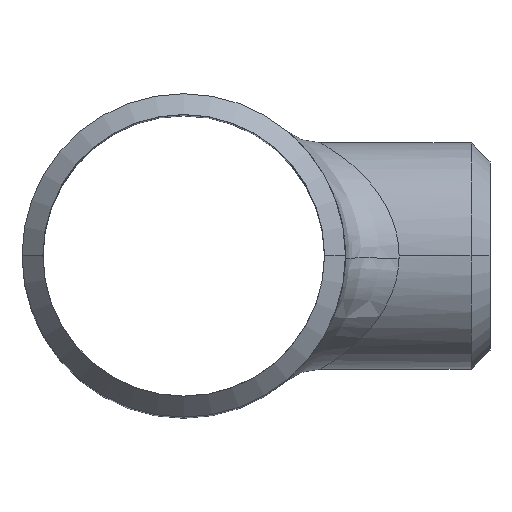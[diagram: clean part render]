
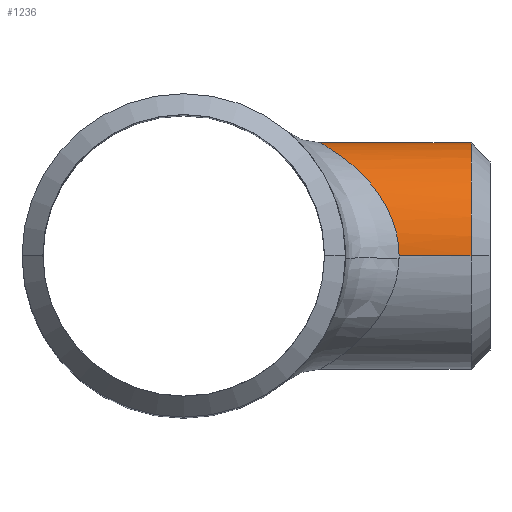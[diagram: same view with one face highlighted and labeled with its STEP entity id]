
A CAD part, top view. The second image highlights one B-rep face of the part: STEP entity #1236.
In plain terms, the highlighted cylindrical face has radius 21.1 mm (diameter 42.2 mm), a partial arc.
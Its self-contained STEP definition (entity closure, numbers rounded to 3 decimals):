
#1 = CARTESIAN_POINT ( 'NONE',  ( 34.941, 13.43, -16.287 ) ) ;
#23 = CARTESIAN_POINT ( 'NONE',  ( 33.671, 14.847, -15.005 ) ) ;
#55 = CARTESIAN_POINT ( 'NONE',  ( 34.099, 14.392, -15.443 ) ) ;
#60 = CARTESIAN_POINT ( 'NONE',  ( 39.408, 5.226, 20.446 ) ) ;
#66 = FACE_OUTER_BOUND ( 'NONE', #378, .T. ) ;
#73 = CARTESIAN_POINT ( 'NONE',  ( 38.405, 7.972, 19.548 ) ) ;
#84 = CARTESIAN_POINT ( 'NONE',  ( 40.145, 0.413, -21.096 ) ) ;
#90 = CARTESIAN_POINT ( 'NONE',  ( 31.703, 16.74, 12.906 ) ) ;
#106 = ORIENTED_EDGE ( 'NONE', *, *, #1511, .T. ) ;
#135 = B_SPLINE_CURVE_WITH_KNOTS ( 'NONE', 3,
 ( #412, #244, #2161, #1451, #84 ),
 .UNSPECIFIED., .F., .F.,
 ( 4, 1, 4 ),
 ( 0.075, 0.075, 0.075 ),
 .UNSPECIFIED. ) ;
#197 = CARTESIAN_POINT ( 'NONE',  ( 32.375, 16.145, -13.643 ) ) ;
#228 = CARTESIAN_POINT ( 'NONE',  ( 29.975, 18.128, 10.817 ) ) ;
#232 = CARTESIAN_POINT ( 'NONE',  ( 39.778, 3.773, 20.773 ) ) ;
#244 = CARTESIAN_POINT ( 'NONE',  ( 40.15, 0.069, -21.1 ) ) ;
#279 = CARTESIAN_POINT ( 'NONE',  ( 40.15, 0.385, 21.1 ) ) ;
#314 = CARTESIAN_POINT ( 'NONE',  ( 35.162, 13.204, 16.51 ) ) ;
#370 = DIRECTION ( 'NONE',  ( -1., 0., 0. ) ) ;
#374 = VECTOR ( 'NONE', #370, 1000. ) ;
#378 = EDGE_LOOP ( 'NONE', ( #788, #951, #689, #106, #866 ) ) ;
#385 = CARTESIAN_POINT ( 'NONE',  ( 25.802, 20.871, 3.193 ) ) ;
#395 = CARTESIAN_POINT ( 'NONE',  ( 27.56, 19.811, 7.293 ) ) ;
#412 = CARTESIAN_POINT ( 'NONE',  ( 40.15, 0., -21.1 ) ) ;
#515 = CARTESIAN_POINT ( 'NONE',  ( 37.443, 9.854, 18.67 ) ) ;
#562 = CARTESIAN_POINT ( 'NONE',  ( 25.402, 21.095, -0.602 ) ) ;
#566 = VERTEX_POINT ( 'NONE', #686 ) ;
#571 = EDGE_CURVE ( 'NONE', #1335, #2042, #1368, .T. ) ;
#577 = CARTESIAN_POINT ( 'NONE',  ( 40.055, 1.91, 21.017 ) ) ;
#592 = DIRECTION ( 'NONE',  ( 0., 0., 1. ) ) ;
#593 = CARTESIAN_POINT ( 'NONE',  ( 26.027, 20.743, 3.932 ) ) ;
#610 = CARTESIAN_POINT ( 'NONE',  ( 39.509, 4.864, 20.535 ) ) ;
#615 = CARTESIAN_POINT ( 'NONE',  ( 34.322, 14.174, 15.682 ) ) ;
#637 = EDGE_CURVE ( 'NONE', #652, #566, #861, .T. ) ;
#652 = VERTEX_POINT ( 'NONE', #1954 ) ;
#675 = CARTESIAN_POINT ( 'NONE',  ( 39.84, 3.464, -20.828 ) ) ;
#686 = CARTESIAN_POINT ( 'NONE',  ( 40.15, 0., 21.1 ) ) ;
#689 = ORIENTED_EDGE ( 'NONE', *, *, #1726, .T. ) ;
#718 = CARTESIAN_POINT ( 'NONE',  ( 28.529, 19.17, -8.839 ) ) ;
#730 = CARTESIAN_POINT ( 'NONE',  ( 25.921, 20.804, -3.596 ) ) ;
#741 = CARTESIAN_POINT ( 'NONE',  ( 31.495, 16.919, -12.67 ) ) ;
#751 = CARTESIAN_POINT ( 'NONE',  ( 26.424, 20.51, -5.006 ) ) ;
#765 = CARTESIAN_POINT ( 'NONE',  ( 40.138, 0.771, 21.089 ) ) ;
#788 = ORIENTED_EDGE ( 'NONE', *, *, #1461, .T. ) ;
#790 = CARTESIAN_POINT ( 'NONE',  ( 39.069, 6.287, 20.145 ) ) ;
#797 = DIRECTION ( 'NONE',  ( -1., 0., 0. ) ) ;
#829 = CARTESIAN_POINT ( 'NONE',  ( 57.1, 0., -21.1 ) ) ;
#854 = CARTESIAN_POINT ( 'NONE',  ( 39.685, 4.197, -20.691 ) ) ;
#861 = LINE ( 'NONE', #1908, #374 ) ;
#865 = CARTESIAN_POINT ( 'NONE',  ( 36.542, 11.347, -17.836 ) ) ;
#866 = ORIENTED_EDGE ( 'NONE', *, *, #637, .F. ) ;
#880 = VECTOR ( 'NONE', #2223, 1000. ) ;
#902 = CARTESIAN_POINT ( 'NONE',  ( 28.722, 19.038, 9.122 ) ) ;
#916 = CARTESIAN_POINT ( 'NONE',  ( 40.09, 1.532, 21.048 ) ) ;
#951 = ORIENTED_EDGE ( 'NONE', *, *, #571, .T. ) ;
#981 = CARTESIAN_POINT ( 'NONE',  ( 53.56, 0., 0. ) ) ;
#1095 = DIRECTION ( 'NONE',  ( -1., 0., 0. ) ) ;
#1097 = CARTESIAN_POINT ( 'NONE',  ( 30.404, 17.797, 11.352 ) ) ;
#1104 = CARTESIAN_POINT ( 'NONE',  ( 38.69, 7.314, 19.805 ) ) ;
#1178 = CARTESIAN_POINT ( 'NONE',  ( 40.145, 0.413, -21.096 ) ) ;
#1194 = CARTESIAN_POINT ( 'NONE',  ( 38.24, 8.327, -19.4 ) ) ;
#1231 = CARTESIAN_POINT ( 'NONE',  ( 27.398, 19.914, -7.007 ) ) ;
#1236 = ADVANCED_FACE ( 'NONE', ( #66 ), #2006, .T. ) ;
#1244 = CARTESIAN_POINT ( 'NONE',  ( 25.405, 21.093, 0.933 ) ) ;
#1255 = CARTESIAN_POINT ( 'NONE',  ( 29.135, 18.748, 9.702 ) ) ;
#1263 = CARTESIAN_POINT ( 'NONE',  ( 40.15, 0., -21.1 ) ) ;
#1268 = CIRCLE ( 'NONE', #1526, 21.1 ) ;
#1277 = CARTESIAN_POINT ( 'NONE',  ( 26.563, 20.428, 5.333 ) ) ;
#1304 = CARTESIAN_POINT ( 'NONE',  ( 39.915, 3.035, 20.894 ) ) ;
#1307 = CARTESIAN_POINT ( 'NONE',  ( 57.1, 0., 0. ) ) ;
#1335 = VERTEX_POINT ( 'NONE', #1819 ) ;
#1358 = CARTESIAN_POINT ( 'NONE',  ( 39.3, 5.622, -20.35 ) ) ;
#1368 = LINE ( 'NONE', #829, #880 ) ;
#1370 = CARTESIAN_POINT ( 'NONE',  ( 40.128, 1.179, -21.081 ) ) ;
#1398 = CARTESIAN_POINT ( 'NONE',  ( 27.762, 19.682, -7.633 ) ) ;
#1411 = CARTESIAN_POINT ( 'NONE',  ( 25.518, 21.03, -1.752 ) ) ;
#1444 = CARTESIAN_POINT ( 'NONE',  ( 30.193, 17.961, -11.091 ) ) ;
#1451 = CARTESIAN_POINT ( 'NONE',  ( 40.147, 0.344, -21.097 ) ) ;
#1461 = EDGE_CURVE ( 'NONE', #652, #1335, #1268, .T. ) ;
#1511 = EDGE_CURVE ( 'NONE', #1764, #566, #2204, .T. ) ;
#1526 = AXIS2_PLACEMENT_3D ( 'NONE', #981, #797, #1689 ) ;
#1546 = CARTESIAN_POINT ( 'NONE',  ( 36.34, 11.597, 17.639 ) ) ;
#1547 = CARTESIAN_POINT ( 'NONE',  ( 38.541, 7.667, -19.671 ) ) ;
#1559 = CARTESIAN_POINT ( 'NONE',  ( 35.354, 12.925, -16.691 ) ) ;
#1598 = CARTESIAN_POINT ( 'NONE',  ( 26.73, 20.328, -5.696 ) ) ;
#1608 = CARTESIAN_POINT ( 'NONE',  ( 28.932, 18.891, -9.42 ) ) ;
#1620 = CARTESIAN_POINT ( 'NONE',  ( 39.188, 5.938, 20.251 ) ) ;
#1628 = CARTESIAN_POINT ( 'NONE',  ( 25.72, 20.917, -2.872 ) ) ;
#1689 = DIRECTION ( 'NONE',  ( 0., 0., -1. ) ) ;
#1713 = CARTESIAN_POINT ( 'NONE',  ( 40.062, 1.955, -21.023 ) ) ;
#1726 = EDGE_CURVE ( 'NONE', #2042, #1764, #135, .T. ) ;
#1739 = CARTESIAN_POINT ( 'NONE',  ( 37.275, 10.208, -18.518 ) ) ;
#1762 = CARTESIAN_POINT ( 'NONE',  ( 27.933, 19.57, 7.915 ) ) ;
#1764 = VERTEX_POINT ( 'NONE', #2035 ) ;
#1783 = CARTESIAN_POINT ( 'NONE',  ( 26.875, 20.24, 6.002 ) ) ;
#1819 = CARTESIAN_POINT ( 'NONE',  ( 53.56, 0., -21.1 ) ) ;
#1837 = CARTESIAN_POINT ( 'NONE',  ( 40.15, 0., 21.1 ) ) ;
#1898 = CARTESIAN_POINT ( 'NONE',  ( 39.07, 6.316, -20.145 ) ) ;
#1908 = CARTESIAN_POINT ( 'NONE',  ( 57.1, 0., 21.1 ) ) ;
#1954 = CARTESIAN_POINT ( 'NONE',  ( 53.56, 0., 21.1 ) ) ;
#1957 = CARTESIAN_POINT ( 'NONE',  ( 25.492, 21.046, 1.691 ) ) ;
#1979 = CARTESIAN_POINT ( 'NONE',  ( 29.763, 18.287, -10.545 ) ) ;
#2006 = CYLINDRICAL_SURFACE ( 'NONE', #2099, 21.1 ) ;
#2035 = CARTESIAN_POINT ( 'NONE',  ( 40.145, 0.413, -21.096 ) ) ;
#2042 = VERTEX_POINT ( 'NONE', #1263 ) ;
#2097 = CARTESIAN_POINT ( 'NONE',  ( 37.781, 9.242, 18.981 ) ) ;
#2099 = AXIS2_PLACEMENT_3D ( 'NONE', #1307, #1095, #592 ) ;
#2144 = CARTESIAN_POINT ( 'NONE',  ( 25.389, 21.102, -0.216 ) ) ;
#2157 = CARTESIAN_POINT ( 'NONE',  ( 25.467, 21.059, -1.373 ) ) ;
#2161 = CARTESIAN_POINT ( 'NONE',  ( 40.149, 0.206, -21.099 ) ) ;
#2170 = CARTESIAN_POINT ( 'NONE',  ( 32.586, 15.95, 13.872 ) ) ;
#2204 = B_SPLINE_CURVE_WITH_KNOTS ( 'NONE', 3,
 ( #1178, #1370, #1713, #675, #854, #1358, #1898, #1547, #1194, #1739, #865, #1559, #1, #55, #23, #197, #741, #1444, #1979, #1608, #718, #1398, #1231, #1598, #751, #730, #1628, #1411, #2157, #562, #2144, #1244, #1957, #385, #593, #1277, #1783, #395, #1762, #902, #1255, #228, #1097, #90, #2170, #615, #314, #1546, #2254, #515, #2097, #73, #1104, #790, #1620, #60, #610, #232, #1304, #577, #916, #765, #279, #1837 ),
 .UNSPECIFIED., .F., .F.,
 ( 4, 2, 2, 2, 2, 2, 2, 2, 2, 2, 2, 2, 2, 2, 2, 2, 2, 2, 2, 2, 2, 2, 2, 2, 2, 2, 2, 2, 2, 2, 2, 4 ),
 ( 0.075, 0.077, 0.08, 0.082, 0.084, 0.089, 0.091, 0.094, 0.098, 0.1, 0.103, 0.105, 0.107, 0.11, 0.111, 0.112, 0.114, 0.117, 0.119, 0.121, 0.124, 0.126, 0.131, 0.135, 0.137, 0.14, 0.142, 0.143, 0.144, 0.147, 0.148, 0.149 ),
 .UNSPECIFIED. ) ;
#2223 = DIRECTION ( 'NONE',  ( -1., 0., 0. ) ) ;
#2254 = CARTESIAN_POINT ( 'NONE',  ( 36.719, 11.036, 17.997 ) ) ;
